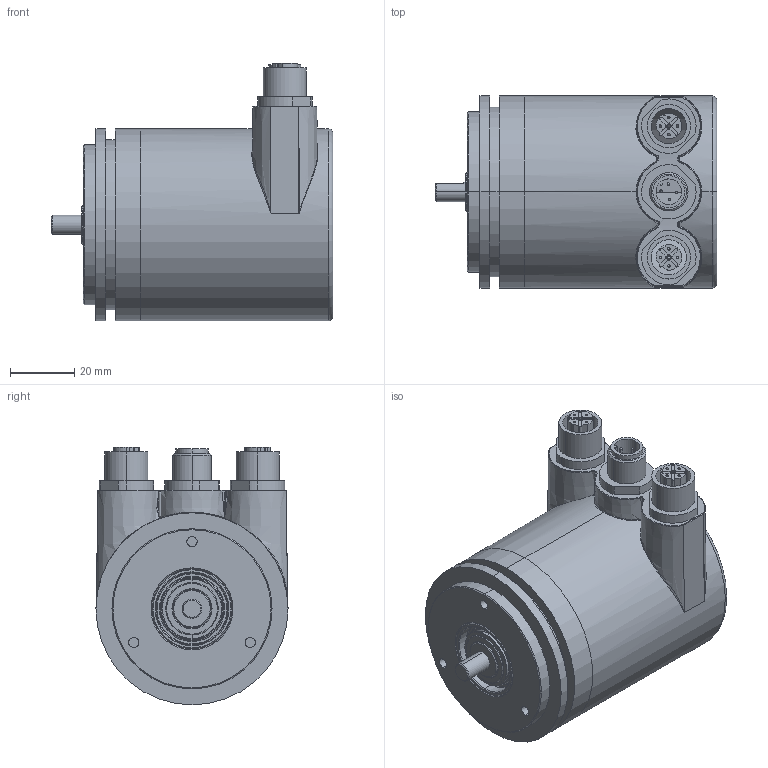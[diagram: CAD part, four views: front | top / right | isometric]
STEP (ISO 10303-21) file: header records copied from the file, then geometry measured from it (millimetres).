
FILE_DESCRIPTION (( 'STEP AP214' ), '1' );
FILE_NAME ('NCCA5801S6-AP俋倛芞1.STEP', '2025-12-25T00:52:05', ( 'NING MEI' ), ( '' ), 'SwSTEP 2.0', 'SolidWorks 2014', '' );
FILE_SCHEMA (( 'AUTOMOTIVE_DESIGN' ));
Length unit declared in the file: millimetre
Products named in the file (1): NCCA5801S6-AP俋倛芞1
Bounding box: 88 x 60 x 80.5 mm (x, y, z)
Surface area: 29716.9 mm2 (no closed solid volume)
Topology: 0 solids, 92 shells, 378 faces, 1941 edges, 1691 vertices
Faces by surface type: plane 192, cylinder 93, cone 35, torus 30, bspline 28
Entity records: 37432 total; most frequent: CARTESIAN_POINT 20127, ORIENTED_EDGE 2787, EDGE_CURVE 1930, DIRECTION 1819, VERTEX_POINT 1691, B_SPLINE_CURVE_WITH_KNOTS 1037, VECTOR 659, LINE 659
